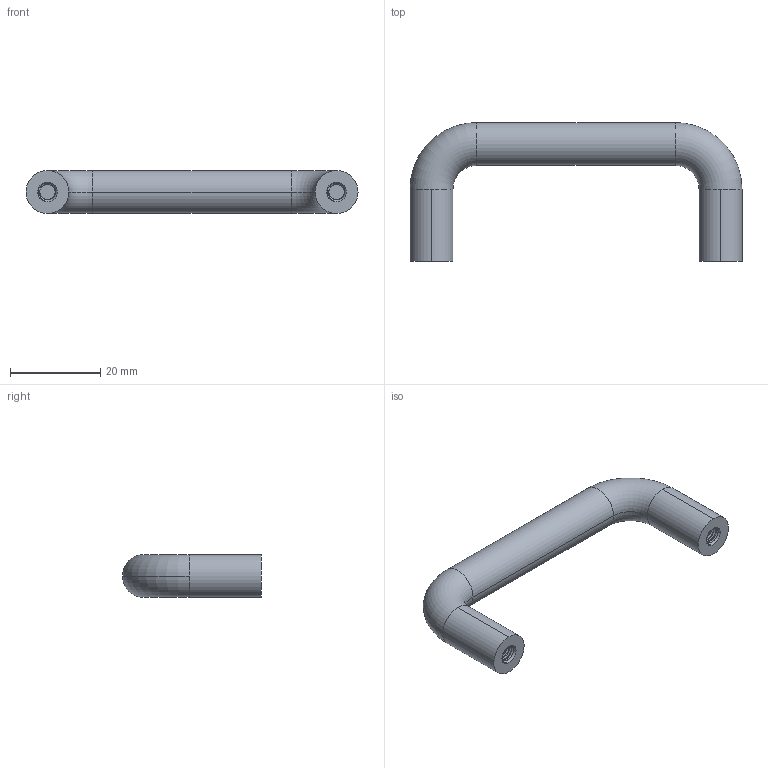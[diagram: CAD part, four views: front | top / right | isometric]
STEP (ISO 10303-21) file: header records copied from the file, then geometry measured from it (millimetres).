
FILE_DESCRIPTION (( 'STEP AP214' ), '1' );
FILE_NAME ('03050-Round Shape Bar Handle Chrome 74mm M4 Thread.STEP', '2021-02-21T22:10:39', ( '' ), ( '' ), 'SwSTEP 2.0', 'SolidWorks 2021', '' );
FILE_SCHEMA (( 'AUTOMOTIVE_DESIGN' ));
Length unit declared in the file: millimetre
Products named in the file (1): 03050-Round Shape Bar Handle Chrome 74mm M4 Thread
Bounding box: 73.5 x 30.75 x 9.5 mm (x, y, z)
Volume: 7392.3 mm3; surface area: 3722.3 mm2
Topology: 1 solids, 1 shells, 84 faces, 234 edges, 154 vertices
Faces by surface type: cylinder 64, cone 6, bspline 6, torus 4, plane 4
Entity records: 10474 total; most frequent: CARTESIAN_POINT 8603, ORIENTED_EDGE 468, DIRECTION 290, EDGE_CURVE 234, VERTEX_POINT 154, AXIS2_PLACEMENT_3D 111, EDGE_LOOP 86, FACE_OUTER_BOUND 84
